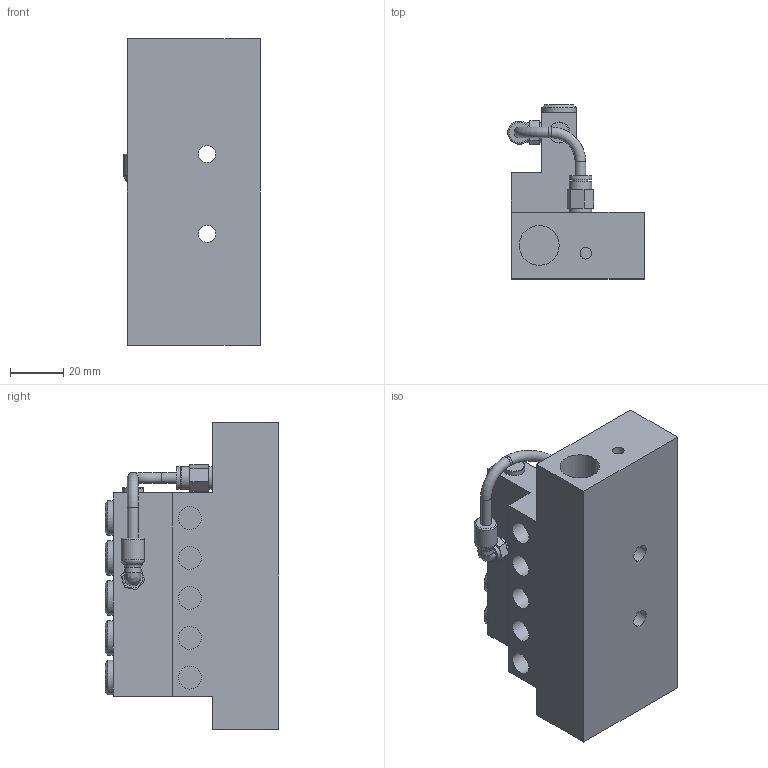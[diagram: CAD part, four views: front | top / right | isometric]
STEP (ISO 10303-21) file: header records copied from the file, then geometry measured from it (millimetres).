
FILE_DESCRIPTION(/* description */ ('AVAC Multicircuit'),/* implementation_level */ '2;1');
FILE_NAME(/* name */ '110 010 15 B.stp',/* time_stamp */ '2019-03-28T09:04:26+01:00',/* author */ ('Lars'),/* organization */ ('AVAC Vakuumteknik AB'),/* preprocessor_version */ 'ST-DEVELOPER v17',/* originating_system */ 'Autodesk Inventor 2018',/* authorisation */ '');
FILE_SCHEMA (('AUTOMOTIVE_DESIGN { 1 0 10303 214 3 1 1 }'));
Length unit declared in the file: millimetre
Products named in the file (1): Multikretssolid med extra allt
Bounding box: 51.35 x 65.4 x 115.5 mm (x, y, z)
Volume: 187324.8 mm3; surface area: 33627.4 mm2
Topology: 1 solids, 1 shells, 134 faces, 304 edges, 195 vertices
Faces by surface type: plane 90, cylinder 31, torus 6, cone 6, bspline 1
Full cylindrical faces by diameter (mm): 4 x3, 4.3 x1, 6 x2, 6.5 x2, 7.5 x2, 8 x1, 8.5 x3, 8.6 x5, 8.7 x1, 10.5 x2, 13 x5, 15 x3
Entity records: 3885 total; most frequent: DIRECTION 664, CARTESIAN_POINT 662, ORIENTED_EDGE 604, EDGE_CURVE 302, AXIS2_PLACEMENT_3D 230, LINE 204, VECTOR 204, VERTEX_POINT 195
